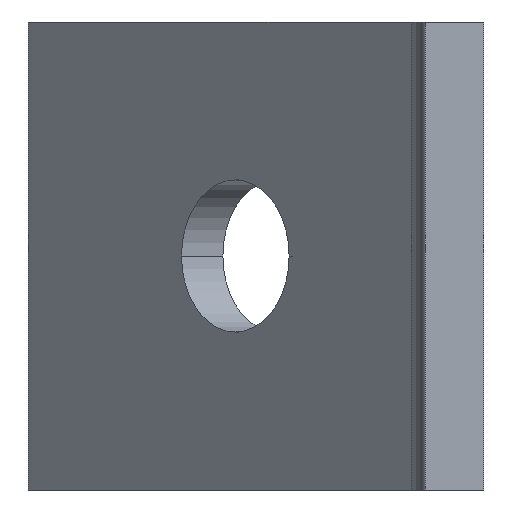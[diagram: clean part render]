
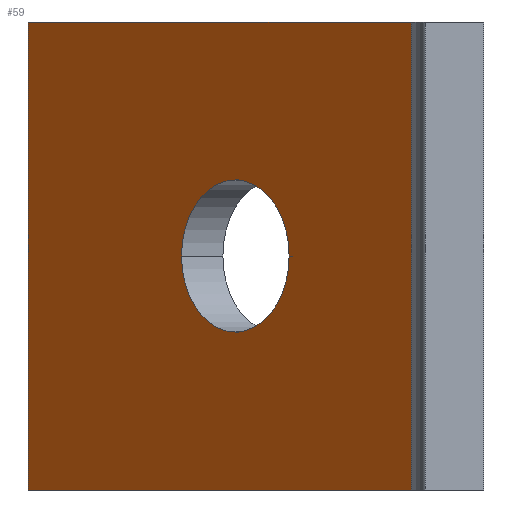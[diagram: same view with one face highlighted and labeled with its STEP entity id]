
A CAD part, left-side view. The second image highlights one B-rep face of the part: STEP entity #59.
In plain terms, the highlighted planar face has unit normal (-0.707, 0.707, 0).
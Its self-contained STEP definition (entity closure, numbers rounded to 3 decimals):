
#20 = CARTESIAN_POINT ( 'NONE',  ( 101.902, 1.172, 20. ) ) ;
#31 = CARTESIAN_POINT ( 'NONE',  ( 134.622, 33.892, 20. ) ) ;
#41 = CARTESIAN_POINT ( 'NONE',  ( 116.944, 16.214, 0. ) ) ;
#59 = ADVANCED_FACE ( 'NONE', ( #394, #115 ), #536, .T. ) ;
#81 = VERTEX_POINT ( 'NONE', #305 ) ;
#89 = DIRECTION ( 'NONE',  ( 0., 0., -1. ) ) ;
#99 = CARTESIAN_POINT ( 'NONE',  ( 121.54, 20.81, 0. ) ) ;
#110 = CARTESIAN_POINT ( 'NONE',  ( 116.944, 16.214, 0. ) ) ;
#115 = FACE_OUTER_BOUND ( 'NONE', #589, .T. ) ;
#119 = VECTOR ( 'NONE', #89, 1000. ) ;
#139 = EDGE_CURVE ( 'NONE', #340, #600, #572, .T. ) ;
#141 = CARTESIAN_POINT ( 'NONE',  ( 112.348, 11.618, 0. ) ) ;
#142 = VECTOR ( 'NONE', #192, 1000. ) ;
#165 = DIRECTION ( 'NONE',  ( -0.707, 0.707, 0. ) ) ;
#184 = ORIENTED_EDGE ( 'NONE', *, *, #392, .T. ) ;
#185 = DIRECTION ( 'NONE',  ( 0.707, 0.707, 0. ) ) ;
#190 = EDGE_LOOP ( 'NONE', ( #256, #252 ) ) ;
#192 = DIRECTION ( 'NONE',  ( 0., 0., -1. ) ) ;
#217 = VERTEX_POINT ( 'NONE', #31 ) ;
#227 = VECTOR ( 'NONE', #575, 1000. ) ;
#229 = VERTEX_POINT ( 'NONE', #20 ) ;
#234 = CARTESIAN_POINT ( 'NONE',  ( 100.73, 0., 20. ) ) ;
#252 = ORIENTED_EDGE ( 'NONE', *, *, #346, .F. ) ;
#253 = DIRECTION ( 'NONE',  ( -0.707, 0.707, 0. ) ) ;
#256 = ORIENTED_EDGE ( 'NONE', *, *, #139, .F. ) ;
#284 = EDGE_CURVE ( 'NONE', #217, #81, #511, .T. ) ;
#305 = CARTESIAN_POINT ( 'NONE',  ( 134.622, 33.892, -20. ) ) ;
#312 = ORIENTED_EDGE ( 'NONE', *, *, #451, .F. ) ;
#329 = EDGE_CURVE ( 'NONE', #229, #410, #378, .T. ) ;
#340 = VERTEX_POINT ( 'NONE', #141 ) ;
#346 = EDGE_CURVE ( 'NONE', #600, #340, #495, .T. ) ;
#378 = LINE ( 'NONE', #556, #142 ) ;
#386 = ORIENTED_EDGE ( 'NONE', *, *, #284, .T. ) ;
#391 = LINE ( 'NONE', #234, #227 ) ;
#392 = EDGE_CURVE ( 'NONE', #229, #217, #391, .T. ) ;
#394 = FACE_BOUND ( 'NONE', #190, .T. ) ;
#396 = LINE ( 'NONE', #559, #464 ) ;
#397 = DIRECTION ( 'NONE',  ( -0.707, -0.707, 0. ) ) ;
#410 = VERTEX_POINT ( 'NONE', #488 ) ;
#415 = DIRECTION ( 'NONE',  ( -0.707, 0.707, 0. ) ) ;
#418 = AXIS2_PLACEMENT_3D ( 'NONE', #578, #165, #397 ) ;
#451 = EDGE_CURVE ( 'NONE', #410, #81, #396, .T. ) ;
#454 = DIRECTION ( 'NONE',  ( -0.707, -0.707, 0. ) ) ;
#464 = VECTOR ( 'NONE', #185, 1000. ) ;
#467 = DIRECTION ( 'NONE',  ( -0.707, -0.707, 0. ) ) ;
#488 = CARTESIAN_POINT ( 'NONE',  ( 101.902, 1.172, -20. ) ) ;
#495 = CIRCLE ( 'NONE', #592, 6.5 ) ;
#511 = LINE ( 'NONE', #531, #119 ) ;
#531 = CARTESIAN_POINT ( 'NONE',  ( 134.622, 33.892, 20. ) ) ;
#536 = PLANE ( 'NONE',  #418 ) ;
#551 = AXIS2_PLACEMENT_3D ( 'NONE', #110, #415, #454 ) ;
#556 = CARTESIAN_POINT ( 'NONE',  ( 101.902, 1.172, 20. ) ) ;
#559 = CARTESIAN_POINT ( 'NONE',  ( 100.73, 0., -20. ) ) ;
#572 = CIRCLE ( 'NONE', #551, 6.5 ) ;
#575 = DIRECTION ( 'NONE',  ( 0.707, 0.707, 0. ) ) ;
#578 = CARTESIAN_POINT ( 'NONE',  ( 100.73, 0., 20. ) ) ;
#579 = ORIENTED_EDGE ( 'NONE', *, *, #329, .F. ) ;
#589 = EDGE_LOOP ( 'NONE', ( #312, #579, #184, #386 ) ) ;
#592 = AXIS2_PLACEMENT_3D ( 'NONE', #41, #253, #467 ) ;
#600 = VERTEX_POINT ( 'NONE', #99 ) ;
